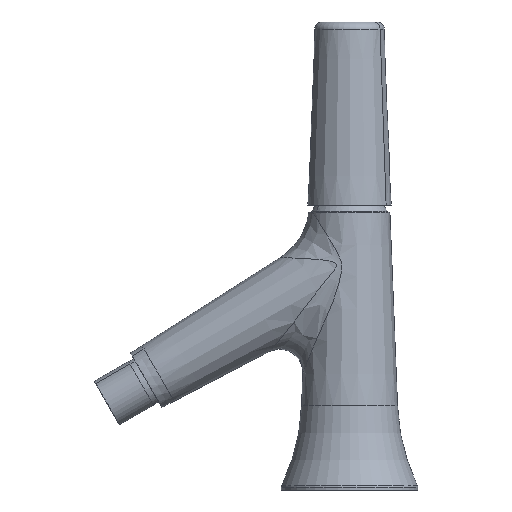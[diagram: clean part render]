
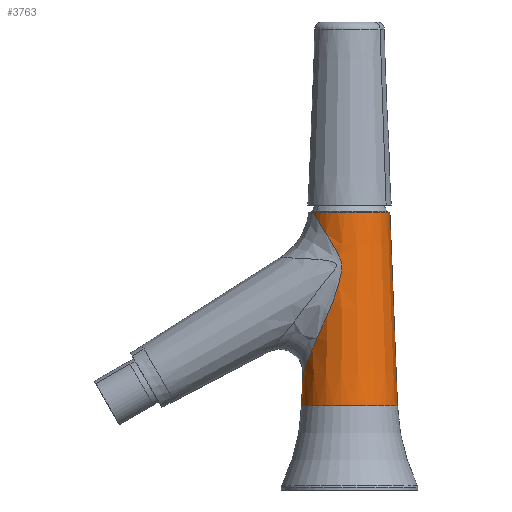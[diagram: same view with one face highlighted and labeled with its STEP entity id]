
A CAD part, left-side view. The second image highlights one B-rep face of the part: STEP entity #3763.
In plain terms, the highlighted conical face has half-angle 2.25 degrees and reference radius 16 mm.
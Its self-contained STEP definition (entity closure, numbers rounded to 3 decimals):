
#2770=CARTESIAN_POINT('Vertex',(0.,-19.012,33.332)) ;
#2777=CARTESIAN_POINT('Vertex',(0.,19.012,33.332)) ;
#3144=CARTESIAN_POINT('Axis2P3D Location',(0.,0.,110.)) ;
#3149=CARTESIAN_POINT('Line Origine',(0.,-17.506,71.666)) ;
#3153=CARTESIAN_POINT('Vertex',(0.,-16.,110.)) ;
#3156=CARTESIAN_POINT('Line Origine',(0.,17.506,71.666)) ;
#3160=CARTESIAN_POINT('Vertex',(0.,18.507,46.195)) ;
#3682=CARTESIAN_POINT('Axis2P3D Location',(0.,0.,110.)) ;
#3686=CARTESIAN_POINT('Vertex',(-6.762,14.501,110.)) ;
#3690=CARTESIAN_POINT('Control Point',(0.,18.507,46.195)) ;
#3691=CARTESIAN_POINT('Control Point',(-0.703,18.507,46.195)) ;
#3692=CARTESIAN_POINT('Control Point',(-1.409,18.47,46.289)) ;
#3693=CARTESIAN_POINT('Control Point',(-2.101,18.395,46.477)) ;
#3694=CARTESIAN_POINT('Control Point',(-3.414,18.185,47.008)) ;
#3695=CARTESIAN_POINT('Control Point',(-4.606,17.875,47.791)) ;
#3696=CARTESIAN_POINT('Control Point',(-5.159,17.703,48.225)) ;
#3697=CARTESIAN_POINT('Control Point',(-6.093,17.371,49.066)) ;
#3698=CARTESIAN_POINT('Control Point',(-6.912,17.014,49.972)) ;
#3699=CARTESIAN_POINT('Control Point',(-7.255,16.852,50.383)) ;
#3700=CARTESIAN_POINT('Control Point',(-7.808,16.573,51.093)) ;
#3701=CARTESIAN_POINT('Control Point',(-8.304,16.295,51.801)) ;
#3702=CARTESIAN_POINT('Control Point',(-8.503,16.178,52.097)) ;
#3703=CARTESIAN_POINT('Control Point',(-9.304,15.692,53.336)) ;
#3704=CARTESIAN_POINT('Control Point',(-9.975,15.215,54.553)) ;
#3705=CARTESIAN_POINT('Control Point',(-10.446,14.851,55.471)) ;
#3706=CARTESIAN_POINT('Control Point',(-11.25,14.173,57.136)) ;
#3707=CARTESIAN_POINT('Control Point',(-11.977,13.464,58.809)) ;
#3708=CARTESIAN_POINT('Control Point',(-12.29,13.137,59.564)) ;
#3709=CARTESIAN_POINT('Control Point',(-13.356,11.955,62.257)) ;
#3710=CARTESIAN_POINT('Control Point',(-14.254,10.693,65.009)) ;
#3711=CARTESIAN_POINT('Control Point',(-14.806,9.761,67.025)) ;
#3712=CARTESIAN_POINT('Control Point',(-15.584,8.17,70.591)) ;
#3713=CARTESIAN_POINT('Control Point',(-16.081,6.705,74.239)) ;
#3714=CARTESIAN_POINT('Control Point',(-16.244,6.118,75.797)) ;
#3715=CARTESIAN_POINT('Control Point',(-16.42,5.339,78.014)) ;
#3716=CARTESIAN_POINT('Control Point',(-16.528,4.658,80.213)) ;
#3717=CARTESIAN_POINT('Control Point',(-16.555,4.466,80.862)) ;
#3718=CARTESIAN_POINT('Control Point',(-16.59,4.162,81.937)) ;
#3719=CARTESIAN_POINT('Control Point',(-16.612,3.89,83.004)) ;
#3720=CARTESIAN_POINT('Control Point',(-16.619,3.785,83.434)) ;
#3721=CARTESIAN_POINT('Control Point',(-16.627,3.616,84.167)) ;
#3722=CARTESIAN_POINT('Control Point',(-16.629,3.464,84.915)) ;
#3723=CARTESIAN_POINT('Control Point',(-16.629,3.403,85.232)) ;
#3724=CARTESIAN_POINT('Control Point',(-16.625,3.283,85.915)) ;
#3725=CARTESIAN_POINT('Control Point',(-16.615,3.183,86.651)) ;
#3726=CARTESIAN_POINT('Control Point',(-16.608,3.137,87.054)) ;
#3727=CARTESIAN_POINT('Control Point',(-16.59,3.074,87.805)) ;
#3728=CARTESIAN_POINT('Control Point',(-16.555,3.074,88.675)) ;
#3729=CARTESIAN_POINT('Control Point',(-16.537,3.089,89.049)) ;
#3730=CARTESIAN_POINT('Control Point',(-16.492,3.162,89.833)) ;
#3731=CARTESIAN_POINT('Control Point',(-16.428,3.327,90.619)) ;
#3732=CARTESIAN_POINT('Control Point',(-16.39,3.437,91.012)) ;
#3733=CARTESIAN_POINT('Control Point',(-16.29,3.737,91.909)) ;
#3734=CARTESIAN_POINT('Control Point',(-16.178,4.075,92.664)) ;
#3735=CARTESIAN_POINT('Control Point',(-16.111,4.271,93.069)) ;
#3736=CARTESIAN_POINT('Control Point',(-15.902,4.86,94.224)) ;
#3737=CARTESIAN_POINT('Control Point',(-15.669,5.444,95.236)) ;
#3738=CARTESIAN_POINT('Control Point',(-15.5,5.835,95.905)) ;
#3739=CARTESIAN_POINT('Control Point',(-15.153,6.575,97.145)) ;
#3740=CARTESIAN_POINT('Control Point',(-14.752,7.312,98.356)) ;
#3741=CARTESIAN_POINT('Control Point',(-14.55,7.659,98.925)) ;
#3742=CARTESIAN_POINT('Control Point',(-13.931,8.652,100.55)) ;
#3743=CARTESIAN_POINT('Control Point',(-13.199,9.63,102.143)) ;
#3744=CARTESIAN_POINT('Control Point',(-12.669,10.258,103.166)) ;
#3745=CARTESIAN_POINT('Control Point',(-11.428,11.558,105.28)) ;
#3746=CARTESIAN_POINT('Control Point',(-9.879,12.787,107.266)) ;
#3747=CARTESIAN_POINT('Control Point',(-8.965,13.408,108.262)) ;
#3748=CARTESIAN_POINT('Control Point',(-7.932,13.99,109.19)) ;
#3749=CARTESIAN_POINT('Control Point',(-6.762,14.501,110.)) ;
#3751=CARTESIAN_POINT('Axis2P3D Location',(0.,0.,33.332)) ;
#3145=DIRECTION('Axis2P3D Direction',(0.,0.,-1.)) ;
#3146=DIRECTION('Axis2P3D XDirection',(0.,1.,0.)) ;
#3150=DIRECTION('Vector Direction',(0.,-0.039,-0.999)) ;
#3157=DIRECTION('Vector Direction',(0.,0.039,-0.999)) ;
#3683=DIRECTION('Axis2P3D Direction',(0.,0.,-1.)) ;
#3752=DIRECTION('Axis2P3D Direction',(0.,0.,-1.)) ;
#3147=AXIS2_PLACEMENT_3D('Cone Axis2P3D',#3144,#3145,#3146) ;
#3684=AXIS2_PLACEMENT_3D('Circle Axis2P3D',#3682,#3683,$) ;
#3753=AXIS2_PLACEMENT_3D('Circle Axis2P3D',#3751,#3752,$) ;
#3757=ORIENTED_EDGE('',*,*,#3688,.F.) ;
#3758=ORIENTED_EDGE('',*,*,#3750,.F.) ;
#3759=ORIENTED_EDGE('',*,*,#3162,.F.) ;
#3760=ORIENTED_EDGE('',*,*,#3755,.T.) ;
#3761=ORIENTED_EDGE('',*,*,#3155,.F.) ;
#3151=VECTOR('Line Direction',#3150,1.) ;
#3158=VECTOR('Line Direction',#3157,1.) ;
#3763=ADVANCED_FACE('PartBody',(#3762),#3148,.T.) ;
#3689=B_SPLINE_CURVE_WITH_KNOTS('',5,(#3690,#3691,#3692,#3693,#3694,#3695,#3696,#3697,#3698,#3699,#3700,#3701,#3702,#3703,#3704,#3705,#3706,#3707,#3708,#3709,#3710,#3711,#3712,#3713,#3714,#3715,#3716,#3717,#3718,#3719,#3720,#3721,#3722,#3723,#3724,#3725,#3726,#3727,#3728,#3729,#3730,#3731,#3732,#3733,#3734,#3735,#3736,#3737,#3738,#3739,#3740,#3741,#3742,#3743,#3744,#3745,#3746,#3747,#3748,#3749),.UNSPECIFIED.,.F.,.U.,(6,3,3,3,3,3,3,3,3,3,3,3,3,3,3,3,3,3,3,6),(38.352,43.35,48.208,52.138,54.966,64.065,71.501,90.421,104.38,110.249,114.152,116.949,120.046,122.164,124.415,127.587,134.056,139.865,150.74,162.77),.UNSPECIFIED.) ;
#3685=CIRCLE('generated circle',#3684,16.) ;
#3754=CIRCLE('generated circle',#3753,19.012) ;
#3148=CONICAL_SURFACE('Cone',#3147,16.,0.039) ;
#3155=EDGE_CURVE('',#3154,#2771,#3152,.T.) ;
#3162=EDGE_CURVE('',#2778,#3161,#3159,.F.) ;
#3688=EDGE_CURVE('',#3687,#3154,#3685,.F.) ;
#3750=EDGE_CURVE('',#3161,#3687,#3689,.T.) ;
#3755=EDGE_CURVE('',#2778,#2771,#3754,.F.) ;
#3756=EDGE_LOOP('',(#3757,#3758,#3759,#3760,#3761)) ;
#3762=FACE_OUTER_BOUND('',#3756,.T.) ;
#3152=LINE('Line',#3149,#3151) ;
#3159=LINE('Line',#3156,#3158) ;
#2771=VERTEX_POINT('',#2770) ;
#2778=VERTEX_POINT('',#2777) ;
#3154=VERTEX_POINT('',#3153) ;
#3161=VERTEX_POINT('',#3160) ;
#3687=VERTEX_POINT('',#3686) ;
